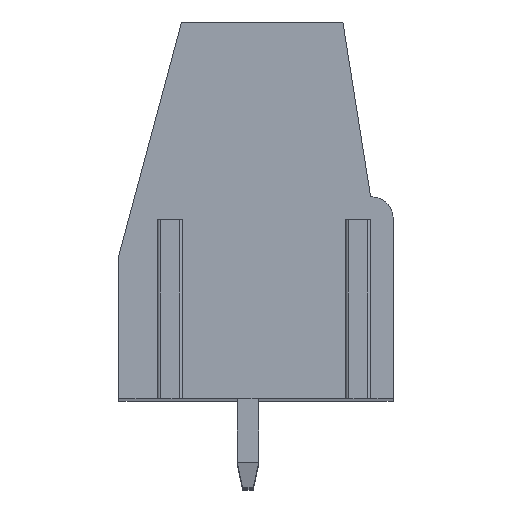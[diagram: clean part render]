
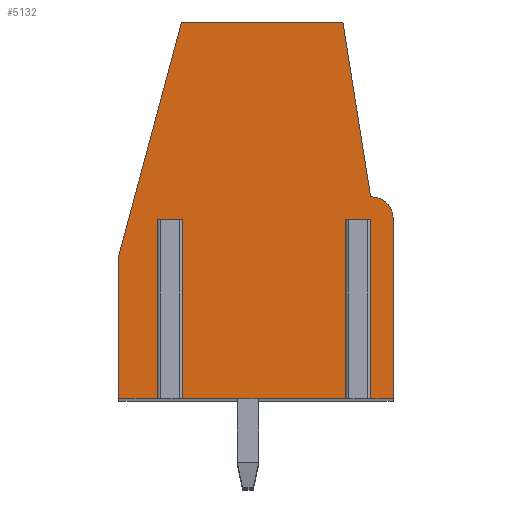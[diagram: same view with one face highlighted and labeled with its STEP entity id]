
A CAD part, top view. The second image highlights one B-rep face of the part: STEP entity #5132.
In plain terms, the highlighted planar face has unit normal (0, 0, 1).
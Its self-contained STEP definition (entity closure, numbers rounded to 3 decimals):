
#834=DIRECTION('',(1.,0.,0.));
#835=VECTOR('',#834,0.57);
#836=CARTESIAN_POINT('',(-3.485,-0.35,2.5));
#837=LINE('',#836,#835);
#838=DIRECTION('',(0.,1.,0.));
#839=VECTOR('',#838,6.65);
#840=CARTESIAN_POINT('',(-3.485,-7.,2.5));
#841=LINE('',#840,#839);
#842=DIRECTION('',(1.,0.,0.));
#843=VECTOR('',#842,1.615);
#844=CARTESIAN_POINT('',(-5.1,-7.,2.5));
#845=LINE('',#844,#843);
#846=DIRECTION('',(0.,-1.,0.));
#847=VECTOR('',#846,5.3);
#848=CARTESIAN_POINT('',(-5.1,-1.7,2.5));
#849=LINE('',#848,#847);
#850=DIRECTION('',(-0.259,-0.966,0.));
#851=VECTOR('',#850,9.007);
#852=CARTESIAN_POINT('',(-2.769,7.,2.5));
#853=LINE('',#852,#851);
#854=DIRECTION('',(-1.,0.,0.));
#855=VECTOR('',#854,6.);
#856=CARTESIAN_POINT('',(3.231,7.,2.5));
#857=LINE('',#856,#855);
#858=DIRECTION('',(-0.156,0.988,0.));
#859=VECTOR('',#858,6.581);
#860=CARTESIAN_POINT('',(4.261,0.5,2.5));
#861=LINE('',#860,#859);
#862=DIRECTION('',(-1.,0.,0.));
#863=VECTOR('',#862,0.039);
#864=CARTESIAN_POINT('',(4.3,0.5,2.5));
#865=LINE('',#864,#863);
#866=CARTESIAN_POINT('',(4.3,-0.3,2.5));
#867=DIRECTION('',(0.,0.,1.));
#868=DIRECTION('',(1.,0.,0.));
#869=AXIS2_PLACEMENT_3D('',#866,#867,#868);
#871=DIRECTION('',(0.,1.,0.));
#872=VECTOR('',#871,6.7);
#873=CARTESIAN_POINT('',(5.1,-7.,2.5));
#874=LINE('',#873,#872);
#875=DIRECTION('',(1.,0.,0.));
#876=VECTOR('',#875,1.015);
#877=CARTESIAN_POINT('',(4.085,-7.,2.5));
#878=LINE('',#877,#876);
#879=DIRECTION('',(0.,1.,0.));
#880=VECTOR('',#879,6.65);
#881=CARTESIAN_POINT('',(4.085,-7.,2.5));
#882=LINE('',#881,#880);
#883=DIRECTION('',(1.,0.,0.));
#884=VECTOR('',#883,0.57);
#885=CARTESIAN_POINT('',(3.515,-0.35,2.5));
#886=LINE('',#885,#884);
#887=DIRECTION('',(0.,1.,0.));
#888=VECTOR('',#887,6.65);
#889=CARTESIAN_POINT('',(3.515,-7.,2.5));
#890=LINE('',#889,#888);
#891=DIRECTION('',(1.,0.,0.));
#892=VECTOR('',#891,6.43);
#893=CARTESIAN_POINT('',(-2.915,-7.,2.5));
#894=LINE('',#893,#892);
#895=DIRECTION('',(0.,1.,0.));
#896=VECTOR('',#895,6.65);
#897=CARTESIAN_POINT('',(-2.915,-7.,2.5));
#898=LINE('',#897,#896);
#3367=CARTESIAN_POINT('',(-2.769,7.,2.5));
#3368=CARTESIAN_POINT('',(-5.1,-1.7,2.5));
#3369=VERTEX_POINT('',#3367);
#3370=VERTEX_POINT('',#3368);
#3371=CARTESIAN_POINT('',(-5.1,-7.,2.5));
#3372=VERTEX_POINT('',#3371);
#3373=CARTESIAN_POINT('',(5.1,-7.,2.5));
#3374=CARTESIAN_POINT('',(5.1,-0.3,2.5));
#3375=VERTEX_POINT('',#3373);
#3376=VERTEX_POINT('',#3374);
#3377=CARTESIAN_POINT('',(4.3,0.5,2.5));
#3378=VERTEX_POINT('',#3377);
#3379=CARTESIAN_POINT('',(4.261,0.5,2.5));
#3380=VERTEX_POINT('',#3379);
#3381=CARTESIAN_POINT('',(3.231,7.,2.5));
#3382=VERTEX_POINT('',#3381);
#3463=CARTESIAN_POINT('',(-3.485,-0.35,2.5));
#3464=CARTESIAN_POINT('',(-2.915,-0.35,2.5));
#3465=VERTEX_POINT('',#3463);
#3466=VERTEX_POINT('',#3464);
#3467=CARTESIAN_POINT('',(3.515,-0.35,2.5));
#3468=CARTESIAN_POINT('',(4.085,-0.35,2.5));
#3469=VERTEX_POINT('',#3467);
#3470=VERTEX_POINT('',#3468);
#3471=CARTESIAN_POINT('',(-2.915,-7.,2.5));
#3472=VERTEX_POINT('',#3471);
#3473=CARTESIAN_POINT('',(-3.485,-7.,2.5));
#3474=VERTEX_POINT('',#3473);
#3475=CARTESIAN_POINT('',(4.085,-7.,2.5));
#3476=VERTEX_POINT('',#3475);
#3477=CARTESIAN_POINT('',(3.515,-7.,2.5));
#3478=VERTEX_POINT('',#3477);
#5103=CARTESIAN_POINT('',(0.,0.,2.5));
#5104=DIRECTION('',(0.,0.,1.));
#5105=DIRECTION('',(1.,0.,0.));
#5106=AXIS2_PLACEMENT_3D('',#5103,#5104,#5105);
#5107=PLANE('',#5106);
#5109=ORIENTED_EDGE('',*,*,#5108,.F.);
#5111=ORIENTED_EDGE('',*,*,#5110,.F.);
#5112=ORIENTED_EDGE('',*,*,#4521,.F.);
#5113=ORIENTED_EDGE('',*,*,#4822,.F.);
#5114=ORIENTED_EDGE('',*,*,#4836,.F.);
#5115=ORIENTED_EDGE('',*,*,#4850,.F.);
#5116=ORIENTED_EDGE('',*,*,#4936,.F.);
#5117=ORIENTED_EDGE('',*,*,#4950,.F.);
#5118=ORIENTED_EDGE('',*,*,#4964,.F.);
#5119=ORIENTED_EDGE('',*,*,#4977,.F.);
#5120=ORIENTED_EDGE('',*,*,#4545,.F.);
#5122=ORIENTED_EDGE('',*,*,#5121,.T.);
#5124=ORIENTED_EDGE('',*,*,#5123,.F.);
#5126=ORIENTED_EDGE('',*,*,#5125,.F.);
#5127=ORIENTED_EDGE('',*,*,#4533,.F.);
#5129=ORIENTED_EDGE('',*,*,#5128,.T.);
#5130=EDGE_LOOP('',(#5109,#5111,#5112,#5113,#5114,#5115,#5116,#5117,#5118,#5119,
#5120,#5122,#5124,#5126,#5127,#5129));
#5131=FACE_OUTER_BOUND('',#5130,.F.);
#870=CIRCLE('',#869,0.8);
#4521=EDGE_CURVE('',#3372,#3474,#845,.T.);
#4533=EDGE_CURVE('',#3472,#3478,#894,.T.);
#4545=EDGE_CURVE('',#3476,#3375,#878,.T.);
#4822=EDGE_CURVE('',#3370,#3372,#849,.T.);
#4836=EDGE_CURVE('',#3369,#3370,#853,.T.);
#4850=EDGE_CURVE('',#3382,#3369,#857,.T.);
#4936=EDGE_CURVE('',#3380,#3382,#861,.T.);
#4950=EDGE_CURVE('',#3378,#3380,#865,.T.);
#4964=EDGE_CURVE('',#3376,#3378,#870,.T.);
#4977=EDGE_CURVE('',#3375,#3376,#874,.T.);
#5108=EDGE_CURVE('',#3465,#3466,#837,.T.);
#5110=EDGE_CURVE('',#3474,#3465,#841,.T.);
#5121=EDGE_CURVE('',#3476,#3470,#882,.T.);
#5123=EDGE_CURVE('',#3469,#3470,#886,.T.);
#5125=EDGE_CURVE('',#3478,#3469,#890,.T.);
#5128=EDGE_CURVE('',#3472,#3466,#898,.T.);
#5132=ADVANCED_FACE('',(#5131),#5107,.T.);
